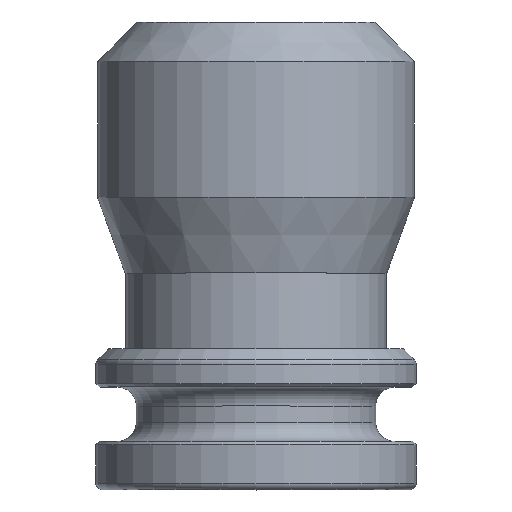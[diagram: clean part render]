
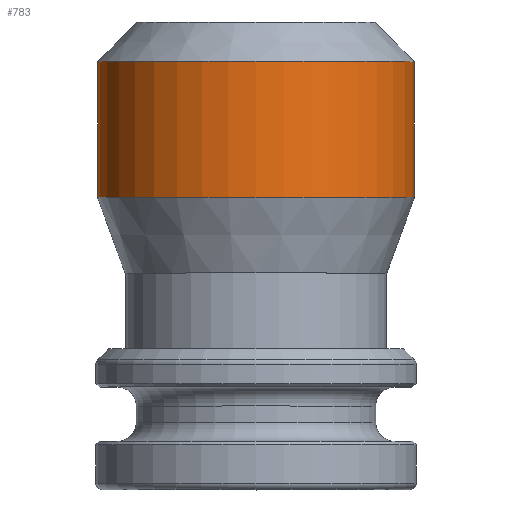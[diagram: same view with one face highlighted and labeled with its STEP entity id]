
A CAD part, top view. The second image highlights one B-rep face of the part: STEP entity #783.
In plain terms, the highlighted cylindrical face has radius 6.281 mm (diameter 12.563 mm), a full revolution.
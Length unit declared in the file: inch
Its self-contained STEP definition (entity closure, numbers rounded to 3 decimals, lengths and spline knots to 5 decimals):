
#85=FACE_OUTER_BOUND('',#136,.T.);
#136=EDGE_LOOP('',(#699,#700,#701,#702,#703));
#189=LINE('',#1407,#237);
#237=VECTOR('',#1166,0.25);
#299=CIRCLE('',#903,0.2473);
#300=CIRCLE('',#905,0.2473);
#301=CIRCLE('',#906,0.2473);
#373=VERTEX_POINT('',#1402);
#374=VERTEX_POINT('',#1406);
#375=VERTEX_POINT('',#1408);
#483=EDGE_CURVE('',#373,#373,#299,.T.);
#484=EDGE_CURVE('',#373,#374,#189,.T.);
#485=EDGE_CURVE('',#375,#374,#300,.T.);
#486=EDGE_CURVE('',#374,#375,#301,.T.);
#699=ORIENTED_EDGE('',*,*,#483,.F.);
#700=ORIENTED_EDGE('',*,*,#484,.T.);
#701=ORIENTED_EDGE('',*,*,#485,.F.);
#702=ORIENTED_EDGE('',*,*,#486,.F.);
#703=ORIENTED_EDGE('',*,*,#484,.F.);
#740=CYLINDRICAL_SURFACE('',#904,0.2473);
#783=ADVANCED_FACE('',(#85),#740,.T.);
#903=AXIS2_PLACEMENT_3D('',#1404,#1162,#1163);
#904=AXIS2_PLACEMENT_3D('',#1405,#1164,#1165);
#905=AXIS2_PLACEMENT_3D('',#1409,#1167,#1168);
#906=AXIS2_PLACEMENT_3D('',#1410,#1169,#1170);
#1162=DIRECTION('center_axis',(0.,-1.,0.));
#1163=DIRECTION('ref_axis',(1.,0.,0.));
#1164=DIRECTION('center_axis',(0.,-1.,0.));
#1165=DIRECTION('ref_axis',(1.,0.,0.));
#1166=DIRECTION('',(0.,1.,0.));
#1167=DIRECTION('center_axis',(0.,1.,0.));
#1168=DIRECTION('ref_axis',(1.,0.,0.));
#1169=DIRECTION('center_axis',(0.,1.,0.));
#1170=DIRECTION('ref_axis',(1.,0.,0.));
#1402=CARTESIAN_POINT('',(-15.42693,4.45775,5.28754));
#1404=CARTESIAN_POINT('Origin',(-15.17963,4.45775,5.28754));
#1405=CARTESIAN_POINT('Origin',(-15.17963,3.8815,5.28754));
#1406=CARTESIAN_POINT('',(-15.42693,4.67005,5.28754));
#1407=CARTESIAN_POINT('',(-15.42693,3.8815,5.28754));
#1408=CARTESIAN_POINT('',(-14.93233,4.67005,5.28754));
#1409=CARTESIAN_POINT('Origin',(-15.17963,4.67005,5.28754));
#1410=CARTESIAN_POINT('Origin',(-15.17963,4.67005,5.28754));
